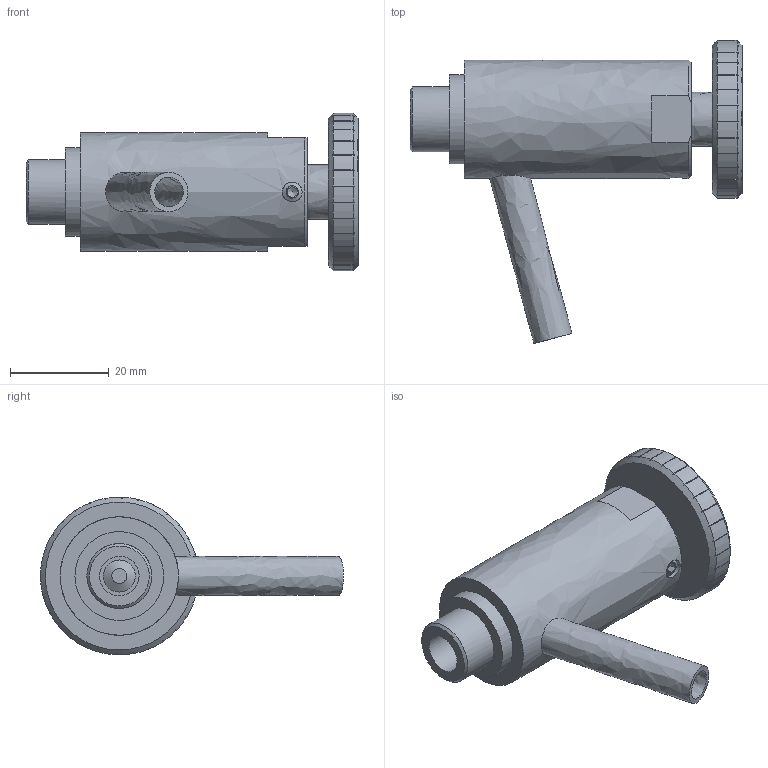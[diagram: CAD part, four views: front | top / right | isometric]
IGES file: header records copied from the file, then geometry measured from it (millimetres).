
Global section: file name: 53200008G1(_FS)4(_DQ)(_SC) d=6; native system: Autodesk Inventor 2015; preprocessor: unknown; author: Struska Martin; date: 20160317.085547; units: millimetre
Bounding box: 67.33 x 61.46 x 31.99 mm (x, y, z)
Volume: 25037.6 mm3; surface area: 12945.1 mm2
Topology: 1 solids, 4 shells, 186 faces, 541 edges, 365 vertices
Faces by surface type: bspline 186
